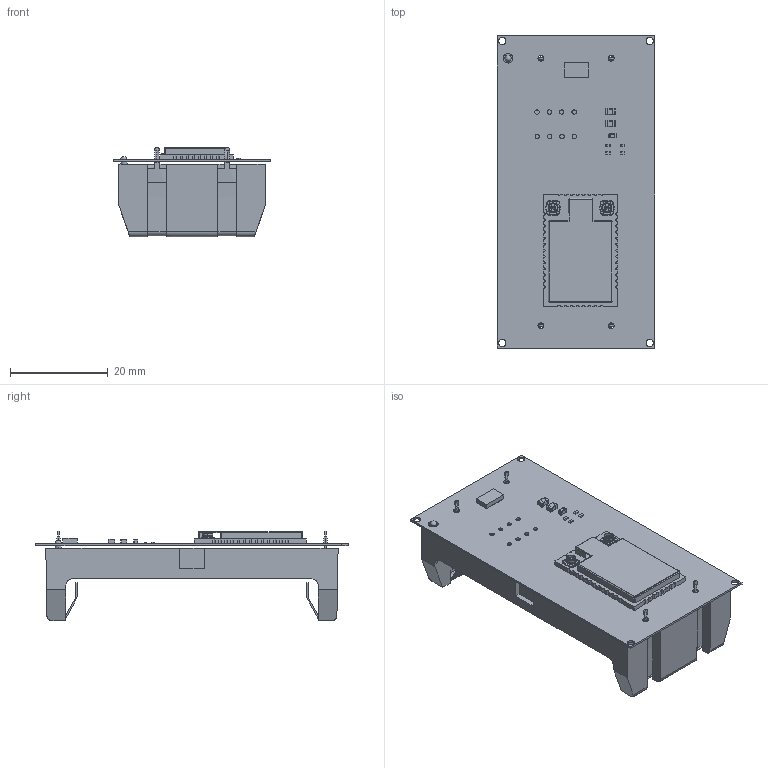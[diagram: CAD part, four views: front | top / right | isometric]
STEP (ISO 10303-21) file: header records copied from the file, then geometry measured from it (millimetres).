
FILE_DESCRIPTION(('Open CASCADE Model'),'2;1');
FILE_NAME('Open CASCADE Shape Model','2021-06-03T20:48:49',('Author'),( 'Open CASCADE'),'Open CASCADE STEP processor 6.8','Open CASCADE 6.8' ,'Unknown');
FILE_SCHEMA(('AUTOMOTIVE_DESIGN { 1 0 10303 214 1 1 1 1 }'));
Length unit declared in the file: millimetre
Products named in the file (36): PCB; Board; Open CASCADE STEP translator 6.8 4.1.1; U1; User_Library-1013-1; R4; 6074689680; term1; term2; body; R3; 6074689360; R2; R1; ADXL345; 6074687440; Body; Pins; RAK4600; PWB-RAK4600; 6310C00F_RAK4600; IPEX-FEMALE; C3; 6074688640; Fillet1; Fillet2; body2; C2; 6074694320; C1
Assembly tree (39 placements, depth 4):
  PCB
    Board
      Open CASCADE STEP translator 6.8 4.1.1
    U1
      User_Library-1013-1
    R4
      6074689680
        term1
        term2
        body
    R3
      6074689360
        term1
        term2
        body
    R2
      6074689680
        term1
        term2
        body
    R1
      6074689360
        term1
        term2
        body
    ADXL345
      6074687440
        Body
        Pins
    RAK4600
      PWB-RAK4600
        6310C00F_RAK4600
        IPEX-FEMALE  x2
    C3
      6074688640
        Fillet1
        Fillet2
        body2
    C2
      6074694320
        Fillet1
        Fillet2
        body2
    C1
      6074688640
        Fillet1
        Fillet2
        body2
Bounding box: 32.26 x 64.01 x 18.34 mm (x, y, z)
Volume: 1275.2 mm3; surface area: 13733.2 mm2
Topology: 40 solids, 45 shells, 1223 faces, 3128 edges, 2005 vertices
Faces by surface type: plane 846, cylinder 207, bspline 128, sphere 28, cone 10, torus 4
Full cylindrical faces by diameter (mm): 0.9 x8, 1.19 x4, 1.5 x4, 1.98 x1
Entity records: 41347 total; most frequent: CARTESIAN_POINT 15091, ORIENTED_EDGE 5436, DIRECTION 4418, EDGE_CURVE 2742, LINE 1826, VECTOR 1826, VERTEX_POINT 1782, AXIS2_PLACEMENT_3D 1296
